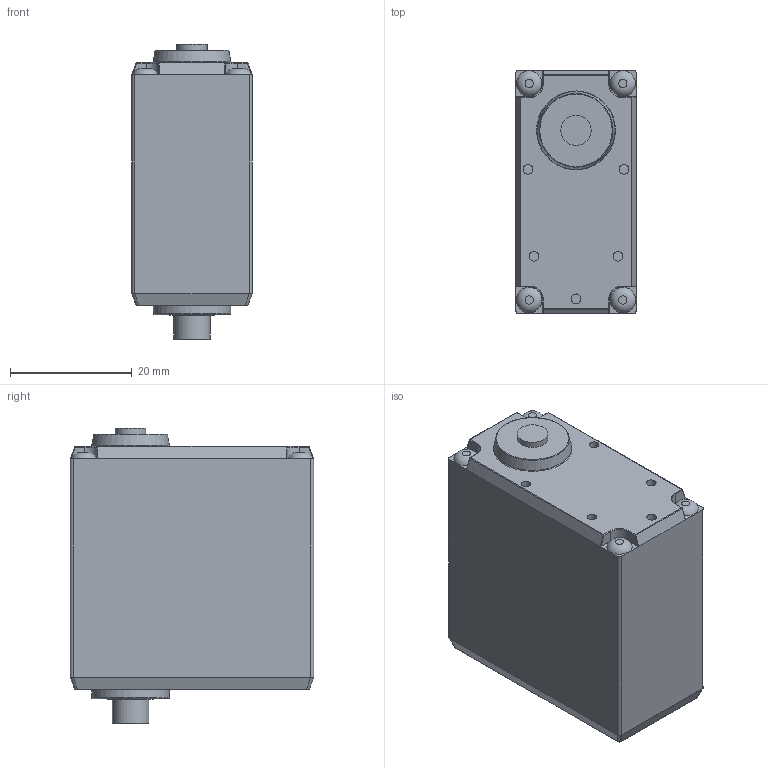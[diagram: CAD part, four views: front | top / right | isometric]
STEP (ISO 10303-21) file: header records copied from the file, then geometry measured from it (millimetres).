
FILE_DESCRIPTION(/* description */ (''),/* implementation_level */ '2;1');
FILE_NAME(/* name */ 'SR319-SERVO.stp',/* time_stamp */ '2018-09-05T22:27:36-07:00',/* author */ (''),/* organization */ (''),/* preprocessor_version */ 'ST-DEVELOPER v14.6',/* originating_system */ '',/* authorisation */ '');
FILE_SCHEMA (('AUTOMOTIVE_DESIGN { 1 2 10303 214 1 1 1 1 }'));
Length unit declared in the file: centimetre
Products named in the file (1): 1234-K789
Bounding box: 19.8 x 40 x 48.6 mm (x, y, z)
Volume: 31929.8 mm3; surface area: 9567 mm2
Topology: 4 solids, 4 shells, 124 faces, 279 edges, 177 vertices
Faces by surface type: cylinder 57, plane 42, torus 12, sphere 8, bspline 4, cone 1
Full cylindrical faces by diameter (mm): 1.6 x5, 1.8 x12, 5 x1, 6 x1, 7.5 x1, 12.8 x1
Entity records: 3313 total; most frequent: CARTESIAN_POINT 613, DIRECTION 610, ORIENTED_EDGE 464, AXIS2_PLACEMENT_3D 257, EDGE_CURVE 232, EDGE_LOOP 190, VERTEX_POINT 160, ADVANCED_FACE 124
